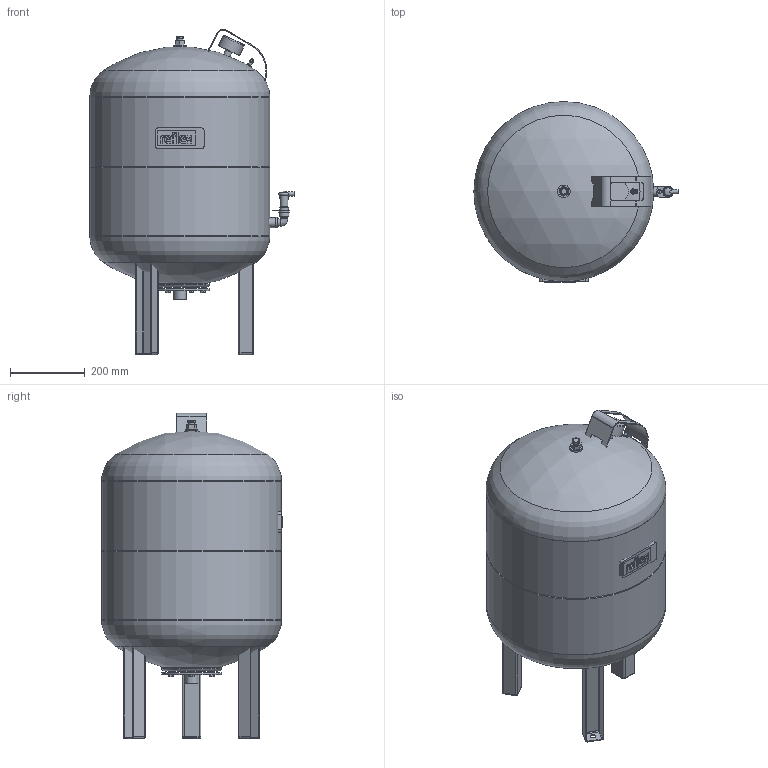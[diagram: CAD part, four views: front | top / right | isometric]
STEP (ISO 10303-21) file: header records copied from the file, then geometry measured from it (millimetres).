
FILE_DESCRIPTION(/* description */ (''),/* implementation_level */ '2;1');
FILE_NAME(/* name */ '3d_ReflexG100_10bar-8518000.stp',/* time_stamp */ '2016-01-19T14:29:23+01:00',/* author */ ('Andrzej'),/* organization */ (''),/* preprocessor_version */ 'ST-DEVELOPER v15.5',/* originating_system */ 'AutoCAD Mechanical',/* authorisation */ '');
FILE_SCHEMA (('AUTOMOTIVE_DESIGN { 1 0 10303 214 3 1 1 }'));
Length unit declared in the file: millimetre
Products named in the file (1): Product
Bounding box: 545 x 482.27 x 867.98 mm (x, y, z)
Volume: 99757261.8 mm3; surface area: 2215362.9 mm2
Topology: 23 solids, 23 shells, 499 faces, 1179 edges, 750 vertices
Faces by surface type: plane 258, cylinder 179, cone 22, torus 20, sphere 15, bspline 5
Full cylindrical faces by diameter (mm): 6 x1, 6.202 x1, 8 x13, 8.06 x1, 10 x3, 11 x1, 11.4 x1, 13.16 x1, 13.4 x3, 14 x1, 16 x3, 18.5 x1, 20 x4, 24 x1, 26 x2, 28 x2, 33.7 x1, 34 x1, 62 x1, 89 x1, 140 x1, 150 x1, 160 x2, 480 x4
Entity records: 14703 total; most frequent: CARTESIAN_POINT 3271, DIRECTION 2468, ORIENTED_EDGE 2140, EDGE_CURVE 1070, AXIS2_PLACEMENT_3D 917, VERTEX_POINT 733, EDGE_LOOP 641, LINE 634
